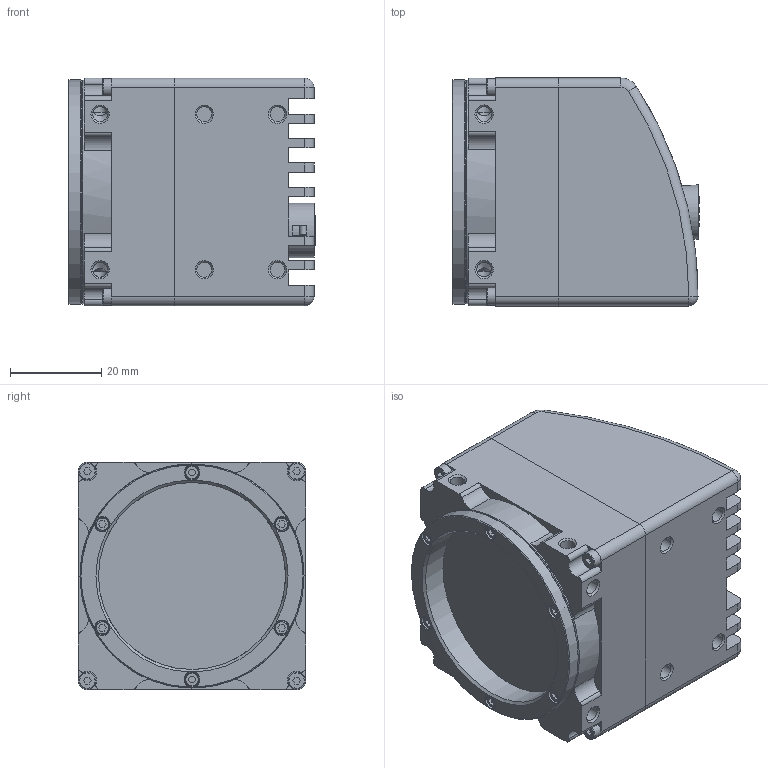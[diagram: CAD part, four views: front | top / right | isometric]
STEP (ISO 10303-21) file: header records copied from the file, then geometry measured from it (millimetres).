
FILE_DESCRIPTION( ( 'STEP AP214' ), '1' );
FILE_NAME( 'BALLUFF BVS CA-SF4-0169ZG-1N1120-001.stp', '2022-02-11T09:27:14', ( 'License CC BY-ND 4.0' ), ( 'CADENAS' ), ' ', 'PARTsolutions', ' ' );
FILE_SCHEMA( ( 'AUTOMOTIVE_DESIGN { 1 0 10303 214 1 1 1 1 }' ) );
Length unit declared in the file: millimetre
Products named in the file (3): BALLUFF BVS CA-SF4-0169ZG-1N1120-001; _BALLUFF SF412_housing; _BALLUFF SF4N_lensholder
Assembly tree (2 placements, depth 2):
  BALLUFF BVS CA-SF4-0169ZG-1N1120-001
    _BALLUFF SF412_housing
    _BALLUFF SF4N_lensholder
Bounding box: 54.22 x 49.8 x 49.8 mm (x, y, z)
Volume: 102715.7 mm3; surface area: 24373.2 mm2
Topology: 2 solids, 2 shells, 512 faces, 1310 edges, 855 vertices
Faces by surface type: plane 298, cylinder 162, cone 36, torus 14, sphere 2
Full cylindrical faces by diameter (mm): 0.8 x12, 1.6 x2, 2.2 x1, 3 x6, 3.2 x6, 3.242 x12, 3.8 x5, 11.9 x1, 14 x1, 14.5 x1, 40.917 x1, 49 x2
Entity records: 19224 total; most frequent: CARTESIAN_POINT 2781, DIRECTION 2604, ORIENTED_EDGE 2412, EDGE_CURVE 1206, AXIS2_PLACEMENT_3D 923, VERTEX_POINT 836, LINE 758, VECTOR 758
